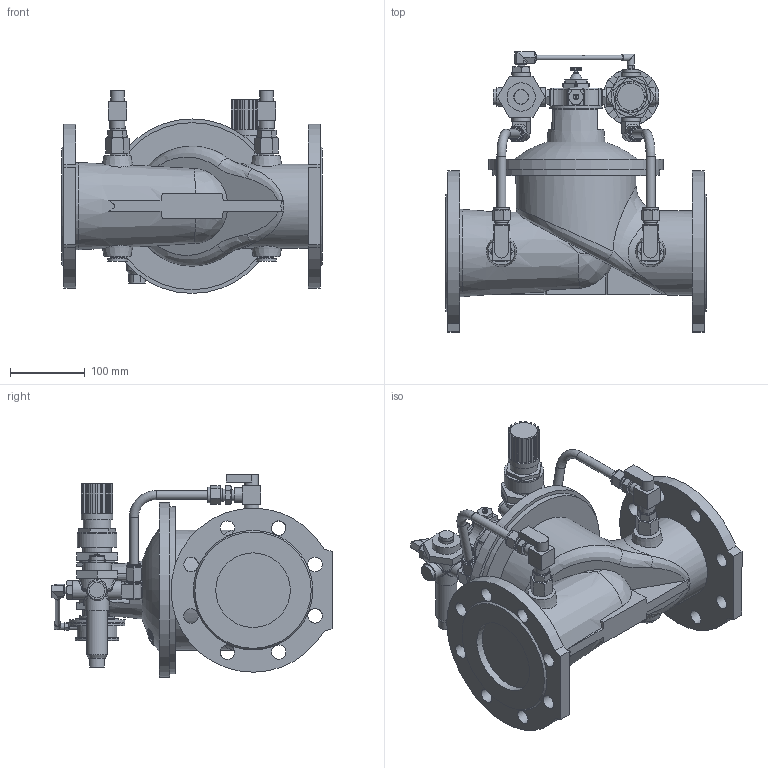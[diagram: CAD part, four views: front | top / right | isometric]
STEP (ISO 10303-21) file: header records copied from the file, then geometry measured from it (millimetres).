
FILE_DESCRIPTION (( 'STEP AP203' ), '1' );
FILE_NAME ('O_859_00_DN100_114XX10_AA0_step.step', '2017-01-09T06:58:12', ( 'Windows User' ), ( 'AVK' ), 'SwSTEP 2.0', 'SolidWorks 2012', '' );
FILE_SCHEMA (( 'CONFIG_CONTROL_DESIGN' ));
Length unit declared in the file: millimetre
Products named in the file (1): O_859_00_DN100_114XX10_AA0_step
Bounding box: 350 x 375.7 x 272 mm (x, y, z)
Volume: 7690317.3 mm3; surface area: 558842.3 mm2
Topology: 1 solids, 1 shells, 1108 faces, 2728 edges, 1703 vertices
Faces by surface type: plane 568, cylinder 226, cone 164, bspline 72, torus 58, sphere 20
Full cylindrical faces by diameter (mm): 4 x1, 6 x1, 7 x1, 7.7 x2, 9 x2, 9.7 x1, 12 x4, 14 x1, 15.002 x2, 16 x5, 18 x6, 18.5 x2, 19 x1, 19.5 x16, 19.6 x2, 20 x7, 21 x5, 24 x2, 25 x8, 26 x2, 28 x1, 32 x2, 37 x1, 38 x3, 40 x1, 42 x1, 46 x3, 48 x3, 53 x3, 58 x1
Entity records: 40219 total; most frequent: CARTESIAN_POINT 15985, ORIENTED_EDGE 4986, DIRECTION 4764, EDGE_CURVE 2493, AXIS2_PLACEMENT_3D 1844, VERTEX_POINT 1623, EDGE_LOOP 1382, FACE_OUTER_BOUND 1228
